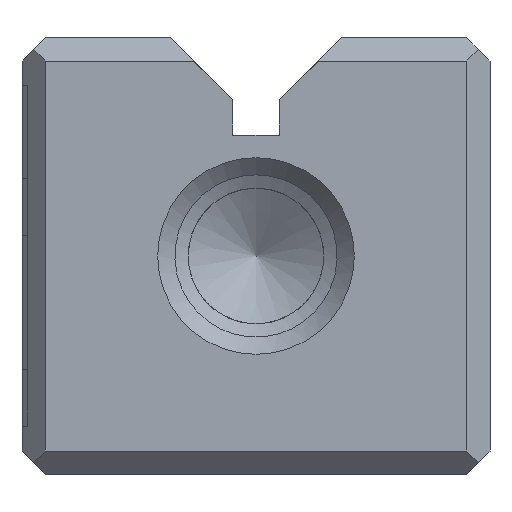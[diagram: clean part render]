
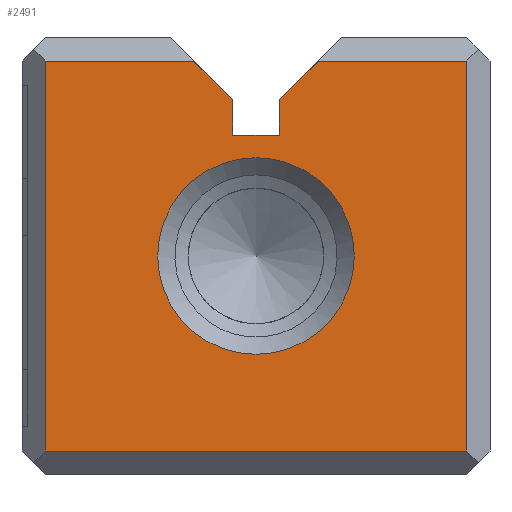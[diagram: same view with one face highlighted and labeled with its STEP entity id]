
A CAD part, front view. The second image highlights one B-rep face of the part: STEP entity #2491.
In plain terms, the highlighted planar face has unit normal (0, -1, 0).
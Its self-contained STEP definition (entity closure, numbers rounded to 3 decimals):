
#2491=ADVANCED_FACE('',(#3519,#3520),#2912,.T.);
#2912=PLANE('',#9333);
#3182=CIRCLE('',#9332,3.15);
#3519=FACE_BOUND('',#3827,.T.);
#3520=FACE_BOUND('',#3828,.T.);
#3827=EDGE_LOOP('',(#4645,#4646,#4647,#4648,#4649,#4650,#4651,#4652,#4653,
#4654));
#3828=EDGE_LOOP('',(#4655));
#4645=ORIENTED_EDGE('',*,*,#7277,.T.);
#4646=ORIENTED_EDGE('',*,*,#7278,.F.);
#4647=ORIENTED_EDGE('',*,*,#7279,.F.);
#4648=ORIENTED_EDGE('',*,*,#7280,.F.);
#4649=ORIENTED_EDGE('',*,*,#7281,.T.);
#4650=ORIENTED_EDGE('',*,*,#7282,.T.);
#4651=ORIENTED_EDGE('',*,*,#7283,.T.);
#4652=ORIENTED_EDGE('',*,*,#7284,.T.);
#4653=ORIENTED_EDGE('',*,*,#7285,.T.);
#4654=ORIENTED_EDGE('',*,*,#7286,.F.);
#4655=ORIENTED_EDGE('',*,*,#7287,.T.);
#6585=VERTEX_POINT('',#12117);
#6586=VERTEX_POINT('',#12118);
#6587=VERTEX_POINT('',#12120);
#6588=VERTEX_POINT('',#12122);
#6589=VERTEX_POINT('',#12124);
#6590=VERTEX_POINT('',#12126);
#6591=VERTEX_POINT('',#12128);
#6592=VERTEX_POINT('',#12130);
#6593=VERTEX_POINT('',#12132);
#6594=VERTEX_POINT('',#12134);
#6595=VERTEX_POINT('',#12137);
#7277=EDGE_CURVE('',#6585,#6586,#8147,.T.);
#7278=EDGE_CURVE('',#6587,#6586,#8148,.T.);
#7279=EDGE_CURVE('',#6588,#6587,#8149,.T.);
#7280=EDGE_CURVE('',#6589,#6588,#8150,.T.);
#7281=EDGE_CURVE('',#6589,#6590,#8151,.T.);
#7282=EDGE_CURVE('',#6590,#6591,#8152,.T.);
#7283=EDGE_CURVE('',#6591,#6592,#8153,.T.);
#7284=EDGE_CURVE('',#6592,#6593,#8154,.T.);
#7285=EDGE_CURVE('',#6593,#6594,#8155,.T.);
#7286=EDGE_CURVE('',#6585,#6594,#8156,.T.);
#7287=EDGE_CURVE('',#6595,#6595,#3182,.T.);
#8147=LINE('',#12116,#8807);
#8148=LINE('',#12119,#8808);
#8149=LINE('',#12121,#8809);
#8150=LINE('',#12123,#8810);
#8151=LINE('',#12125,#8811);
#8152=LINE('',#12127,#8812);
#8153=LINE('',#12129,#8813);
#8154=LINE('',#12131,#8814);
#8155=LINE('',#12133,#8815);
#8156=LINE('',#12135,#8816);
#8807=VECTOR('',#9985,1.);
#8808=VECTOR('',#9986,1.);
#8809=VECTOR('',#9987,1.);
#8810=VECTOR('',#9988,1.);
#8811=VECTOR('',#9989,1.);
#8812=VECTOR('',#9990,1.);
#8813=VECTOR('',#9991,1.);
#8814=VECTOR('',#9992,1.);
#8815=VECTOR('',#9993,1.);
#8816=VECTOR('',#9994,1.);
#9332=AXIS2_PLACEMENT_3D('',#12136,#9995,#9996);
#9333=AXIS2_PLACEMENT_3D('',#12138,#9997,#9998);
#9985=DIRECTION('',(0.,0.,-1.));
#9986=DIRECTION('',(1.,0.,0.));
#9987=DIRECTION('',(0.,0.,-1.));
#9988=DIRECTION('',(0.707,0.,-0.707));
#9989=DIRECTION('',(-1.,0.,0.));
#9990=DIRECTION('',(0.,0.,-1.));
#9991=DIRECTION('',(1.,0.,0.));
#9992=DIRECTION('',(0.,0.,1.));
#9993=DIRECTION('',(-1.,0.,0.));
#9994=DIRECTION('',(0.707,0.,0.707));
#9995=DIRECTION('',(0.,1.,0.));
#9996=DIRECTION('',(0.,0.,1.));
#9997=DIRECTION('',(0.,-1.,0.));
#9998=DIRECTION('',(0.,0.,1.));
#12116=CARTESIAN_POINT('',(8.25,0.,10.875));
#12117=CARTESIAN_POINT('',(8.25,0.,12.007));
#12118=CARTESIAN_POINT('',(8.25,0.,10.875));
#12119=CARTESIAN_POINT('',(6.75,0.,10.875));
#12120=CARTESIAN_POINT('',(6.75,0.,10.875));
#12121=CARTESIAN_POINT('',(6.75,0.,10.875));
#12122=CARTESIAN_POINT('',(6.75,0.,12.007));
#12123=CARTESIAN_POINT('',(4.757,0.,14.));
#12124=CARTESIAN_POINT('',(5.507,0.,13.25));
#12125=CARTESIAN_POINT('',(7.5,0.,13.25));
#12126=CARTESIAN_POINT('',(0.75,0.,13.25));
#12127=CARTESIAN_POINT('',(0.75,0.,0.));
#12128=CARTESIAN_POINT('',(0.75,0.,0.75));
#12129=CARTESIAN_POINT('',(7.5,0.,0.75));
#12130=CARTESIAN_POINT('',(14.25,0.,0.75));
#12131=CARTESIAN_POINT('',(14.25,0.,0.));
#12132=CARTESIAN_POINT('',(14.25,0.,13.25));
#12133=CARTESIAN_POINT('',(7.5,0.,13.25));
#12134=CARTESIAN_POINT('',(9.493,0.,13.25));
#12135=CARTESIAN_POINT('',(7.5,0.,11.257));
#12136=CARTESIAN_POINT('',(7.5,0.,7.));
#12137=CARTESIAN_POINT('',(7.5,0.,10.15));
#12138=CARTESIAN_POINT('',(7.5,0.,0.));
